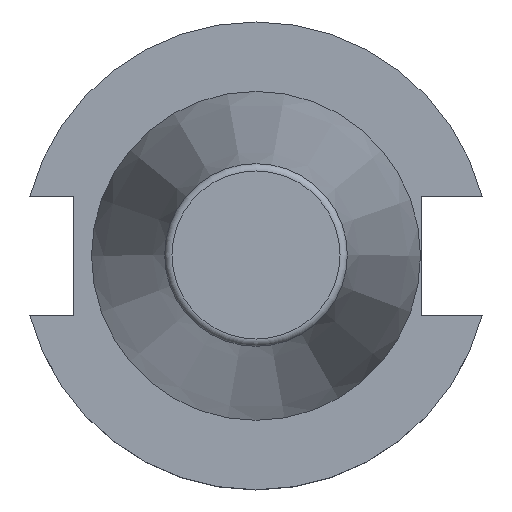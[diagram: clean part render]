
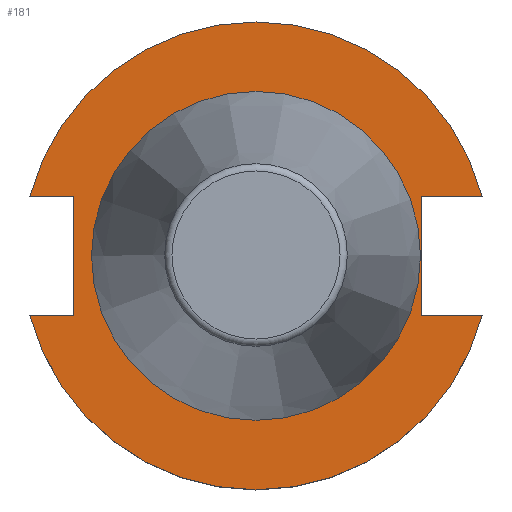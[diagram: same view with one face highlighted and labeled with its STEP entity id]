
A CAD part, top view. The second image highlights one B-rep face of the part: STEP entity #181.
In plain terms, the highlighted planar face has unit normal (0, 0, 1).
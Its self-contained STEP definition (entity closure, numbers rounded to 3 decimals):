
#79=LINE('',#1043,#115);
#81=LINE('',#1048,#117);
#89=LINE('',#1078,#125);
#97=LINE('',#1107,#133);
#104=LINE('',#1145,#140);
#105=LINE('',#1146,#141);
#115=VECTOR('',#830,1.);
#117=VECTOR('',#834,1.);
#125=VECTOR('',#862,1.);
#133=VECTOR('',#880,1.);
#140=VECTOR('',#901,1.);
#141=VECTOR('',#902,1.);
#154=PLANE('',#754);
#181=ADVANCED_FACE('CU_FL_SU_5',(#237,#238),#154,.F.);
#237=FACE_BOUND('',#291,.T.);
#238=FACE_BOUND('',#292,.T.);
#291=EDGE_LOOP('',(#402,#403,#404,#405,#406,#407,#408,#409));
#292=EDGE_LOOP('',(#410));
#402=ORIENTED_EDGE('',*,*,#604,.F.);
#403=ORIENTED_EDGE('',*,*,#576,.F.);
#404=ORIENTED_EDGE('',*,*,#617,.T.);
#405=ORIENTED_EDGE('',*,*,#612,.F.);
#406=ORIENTED_EDGE('',*,*,#618,.T.);
#407=ORIENTED_EDGE('',*,*,#578,.T.);
#408=ORIENTED_EDGE('',*,*,#592,.F.);
#409=ORIENTED_EDGE('',*,*,#615,.F.);
#410=ORIENTED_EDGE('',*,*,#619,.T.);
#510=VERTEX_POINT('',#1037);
#513=VERTEX_POINT('',#1042);
#515=VERTEX_POINT('',#1047);
#516=VERTEX_POINT('',#1049);
#526=VERTEX_POINT('',#1076);
#536=VERTEX_POINT('',#1108);
#543=VERTEX_POINT('',#1135);
#544=VERTEX_POINT('',#1137);
#546=VERTEX_POINT('',#1148);
#576=EDGE_CURVE('',#513,#510,#79,.T.);
#578=EDGE_CURVE('',#516,#515,#81,.T.);
#592=EDGE_CURVE('',#526,#515,#89,.T.);
#604=EDGE_CURVE('',#510,#536,#97,.T.);
#612=EDGE_CURVE('',#543,#544,#664,.T.);
#615=EDGE_CURVE('',#536,#526,#666,.T.);
#617=EDGE_CURVE('',#513,#544,#104,.T.);
#618=EDGE_CURVE('',#543,#516,#105,.T.);
#619=EDGE_CURVE('',#546,#546,#668,.T.);
#664=CIRCLE('',#747,31.75);
#666=CIRCLE('',#750,31.75);
#668=CIRCLE('',#753,22.);
#747=AXIS2_PLACEMENT_3D('',#1136,#888,#889);
#750=AXIS2_PLACEMENT_3D('',#1142,#895,#896);
#753=AXIS2_PLACEMENT_3D('',#1147,#903,#904);
#754=AXIS2_PLACEMENT_3D('',#1149,#905,#906);
#830=DIRECTION('',(0.,1.,0.));
#834=DIRECTION('',(0.,1.,0.));
#862=DIRECTION('',(-1.,0.,0.));
#880=DIRECTION('',(-1.,0.,0.));
#888=DIRECTION('',(0.,0.,-1.));
#889=DIRECTION('',(-1.,0.,0.));
#895=DIRECTION('',(0.,0.,-1.));
#896=DIRECTION('',(-1.,0.,0.));
#901=DIRECTION('',(-1.,0.,0.));
#902=DIRECTION('',(-1.,0.,0.));
#903=DIRECTION('',(0.,0.,-1.));
#904=DIRECTION('',(-1.,0.,0.));
#905=DIRECTION('',(0.,0.,-1.));
#906=DIRECTION('',(-1.,0.,0.));
#1037=CARTESIAN_POINT('',(-24.82,8.095,-3.18));
#1042=CARTESIAN_POINT('',(-24.82,-8.095,-3.18));
#1043=CARTESIAN_POINT('',(-24.82,22.,-3.18));
#1047=CARTESIAN_POINT('',(22.42,8.095,-3.18));
#1048=CARTESIAN_POINT('',(22.42,22.,-3.18));
#1049=CARTESIAN_POINT('',(22.42,-8.095,-3.18));
#1076=CARTESIAN_POINT('',(30.701,8.095,-3.18));
#1078=CARTESIAN_POINT('',(41.75,8.095,-3.18));
#1107=CARTESIAN_POINT('',(0.,8.095,-3.18));
#1108=CARTESIAN_POINT('',(-30.701,8.095,-3.18));
#1135=CARTESIAN_POINT('',(30.701,-8.095,-3.18));
#1136=CARTESIAN_POINT('',(0.,0.,-3.18));
#1137=CARTESIAN_POINT('',(-30.701,-8.095,-3.18));
#1142=CARTESIAN_POINT('',(0.,0.,-3.18));
#1145=CARTESIAN_POINT('',(-41.75,-8.095,-3.18));
#1146=CARTESIAN_POINT('',(0.,-8.095,-3.18));
#1147=CARTESIAN_POINT('',(0.,0.,-3.18));
#1148=CARTESIAN_POINT('',(-22.,0.,-3.18));
#1149=CARTESIAN_POINT('',(0.,22.,-3.18));
